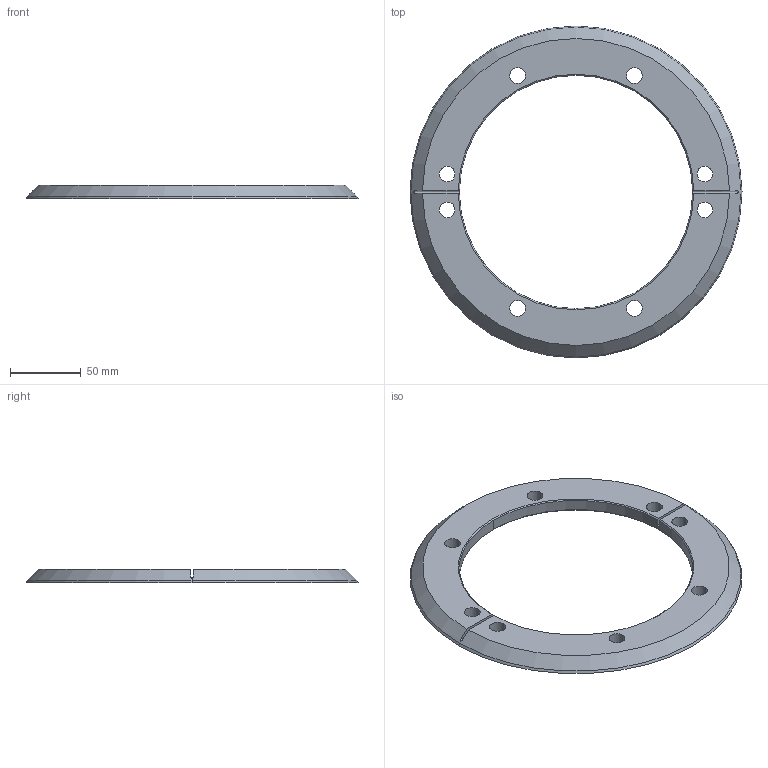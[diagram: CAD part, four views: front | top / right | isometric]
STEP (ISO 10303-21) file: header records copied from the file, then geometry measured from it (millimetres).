
FILE_DESCRIPTION (( 'STEP AP203' ), '1' );
FILE_NAME ('G1569.STEP', '2022-04-20T20:10:19', ( '' ), ( '' ), 'SwSTEP 2.0', 'SolidWorks 2020', '' );
FILE_SCHEMA (( 'CONFIG_CONTROL_DESIGN' ));
Length unit declared in the file: inch
Products named in the file (1): G1569
Bounding box: 234.95 x 234.95 x 9.53 mm (x, y, z)
Volume: 168174.3 mm3; surface area: 53717.7 mm2
Topology: 1 solids, 1 shells, 44 faces, 118 edges, 76 vertices
Faces by surface type: cylinder 22, cone 12, plane 8, torus 2
Entity records: 1569 total; most frequent: CARTESIAN_POINT 327, DIRECTION 252, ORIENTED_EDGE 236, EDGE_CURVE 118, AXIS2_PLACEMENT_3D 105, VERTEX_POINT 76, EDGE_LOOP 62, CIRCLE 60
